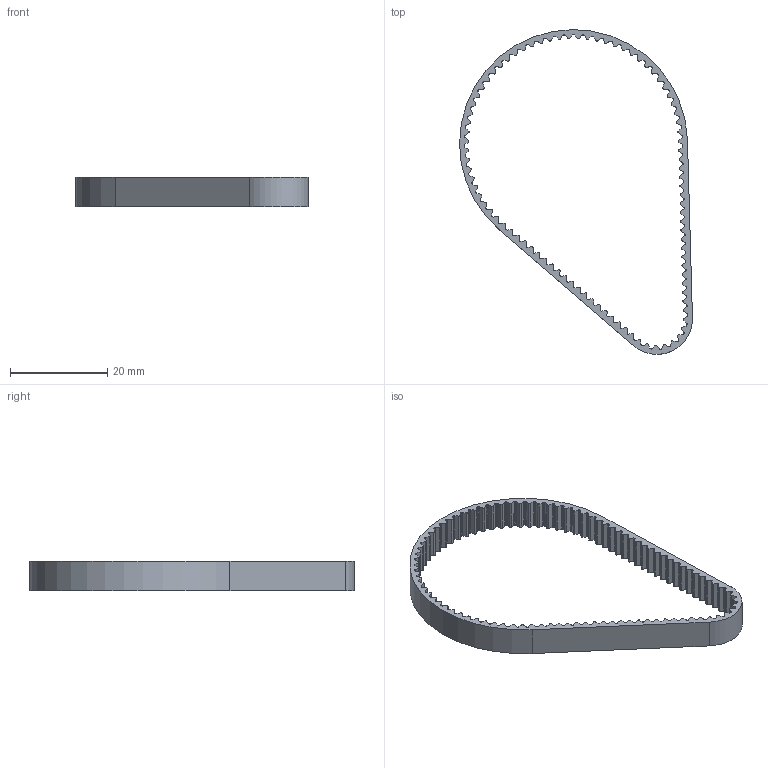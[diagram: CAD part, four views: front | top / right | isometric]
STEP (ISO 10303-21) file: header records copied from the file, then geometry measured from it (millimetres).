
FILE_DESCRIPTION (( 'STEP AP203' ), '1' );
FILE_NAME ('Courroie crantée_Défaut_sldprt.STEP', '2024-09-06T13:39:38', ( '' ), ( '' ), 'SwSTEP 2.0', 'SolidWorks 2020', '' );
FILE_SCHEMA (( 'CONFIG_CONTROL_DESIGN' ));
Length unit declared in the file: millimetre
Products named in the file (1): Courroie crantée_Défaut_sldprt
Bounding box: 48.01 x 66.94 x 6 mm (x, y, z)
Volume: 1522.5 mm3; surface area: 3074 mm2
Topology: 1 solids, 1 shells, 723 faces, 2163 edges, 1442 vertices
Faces by surface type: cylinder 452, plane 271
Entity records: 24802 total; most frequent: DIRECTION 4515, CARTESIAN_POINT 4329, ORIENTED_EDGE 4326, EDGE_CURVE 2163, AXIS2_PLACEMENT_3D 1628, VERTEX_POINT 1442, LINE 1259, VECTOR 1259
